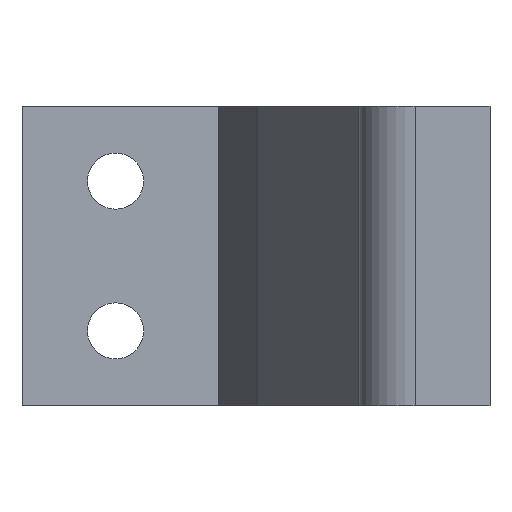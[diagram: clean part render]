
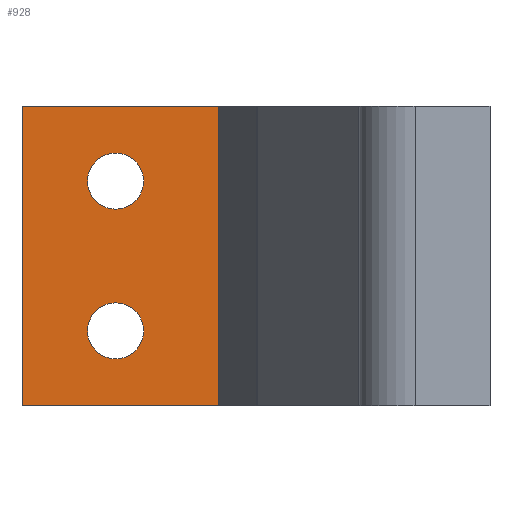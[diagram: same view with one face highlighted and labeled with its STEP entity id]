
A CAD part, front view. The second image highlights one B-rep face of the part: STEP entity #928.
In plain terms, the highlighted planar face has unit normal (0, -1, 0).
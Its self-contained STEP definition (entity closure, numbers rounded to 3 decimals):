
#79 = PLANE('',#80);
#80 = AXIS2_PLACEMENT_3D('',#81,#82,#83);
#81 = CARTESIAN_POINT('',(-59.,19.5,-4.));
#82 = DIRECTION('',(0.,0.,1.));
#83 = DIRECTION('',(1.,0.,0.));
#107 = PLANE('',#108);
#108 = AXIS2_PLACEMENT_3D('',#109,#110,#111);
#109 = CARTESIAN_POINT('',(-59.,19.5,12.));
#110 = DIRECTION('',(1.,0.,0.));
#111 = DIRECTION('',(0.,0.,-1.));
#135 = PLANE('',#136);
#136 = AXIS2_PLACEMENT_3D('',#137,#138,#139);
#137 = CARTESIAN_POINT('',(-41.,19.5,12.));
#138 = DIRECTION('',(-0.,0.,-1.));
#139 = DIRECTION('',(-1.,0.,0.));
#251 = CYLINDRICAL_SURFACE('',#252,1.5);
#252 = AXIS2_PLACEMENT_3D('',#253,#254,#255);
#253 = CARTESIAN_POINT('',(-54.,19.5,0.));
#254 = DIRECTION('',(0.,1.,0.));
#255 = DIRECTION('',(1.,0.,0.));
#320 = VERTEX_POINT('',#321);
#321 = CARTESIAN_POINT('',(-59.,14.5,-4.));
#342 = EDGE_CURVE('',#320,#343,#345,.T.);
#343 = VERTEX_POINT('',#344);
#344 = CARTESIAN_POINT('',(-48.5,14.5,-4.));
#345 = SURFACE_CURVE('',#346,(#350,#357),.PCURVE_S1.);
#346 = LINE('',#347,#348);
#347 = CARTESIAN_POINT('',(-59.,14.5,-4.));
#348 = VECTOR('',#349,1.);
#349 = DIRECTION('',(1.,0.,0.));
#350 = PCURVE('',#79,#351);
#351 = DEFINITIONAL_REPRESENTATION('',(#352),#356);
#352 = LINE('',#353,#354);
#353 = CARTESIAN_POINT('',(0.,-5.));
#354 = VECTOR('',#355,1.);
#355 = DIRECTION('',(1.,0.));
#356 = ( GEOMETRIC_REPRESENTATION_CONTEXT(2) 
PARAMETRIC_REPRESENTATION_CONTEXT() REPRESENTATION_CONTEXT('2D SPACE',''
  ) );
#357 = PCURVE('',#358,#363);
#358 = PLANE('',#359);
#359 = AXIS2_PLACEMENT_3D('',#360,#361,#362);
#360 = CARTESIAN_POINT('',(-50.746,14.5,4.));
#361 = DIRECTION('',(0.,1.,0.));
#362 = DIRECTION('',(0.,0.,1.));
#363 = DEFINITIONAL_REPRESENTATION('',(#364),#368);
#364 = LINE('',#365,#366);
#365 = CARTESIAN_POINT('',(-8.,-8.254));
#366 = VECTOR('',#367,1.);
#367 = DIRECTION('',(0.,1.));
#368 = ( GEOMETRIC_REPRESENTATION_CONTEXT(2) 
PARAMETRIC_REPRESENTATION_CONTEXT() REPRESENTATION_CONTEXT('2D SPACE',''
  ) );
#454 = VERTEX_POINT('',#455);
#455 = CARTESIAN_POINT('',(-59.,14.5,12.));
#476 = EDGE_CURVE('',#454,#320,#477,.T.);
#477 = SURFACE_CURVE('',#478,(#482,#489),.PCURVE_S1.);
#478 = LINE('',#479,#480);
#479 = CARTESIAN_POINT('',(-59.,14.5,12.));
#480 = VECTOR('',#481,1.);
#481 = DIRECTION('',(0.,0.,-1.));
#482 = PCURVE('',#107,#483);
#483 = DEFINITIONAL_REPRESENTATION('',(#484),#488);
#484 = LINE('',#485,#486);
#485 = CARTESIAN_POINT('',(0.,-5.));
#486 = VECTOR('',#487,1.);
#487 = DIRECTION('',(1.,0.));
#488 = ( GEOMETRIC_REPRESENTATION_CONTEXT(2) 
PARAMETRIC_REPRESENTATION_CONTEXT() REPRESENTATION_CONTEXT('2D SPACE',''
  ) );
#489 = PCURVE('',#358,#490);
#490 = DEFINITIONAL_REPRESENTATION('',(#491),#495);
#491 = LINE('',#492,#493);
#492 = CARTESIAN_POINT('',(8.,-8.254));
#493 = VECTOR('',#494,1.);
#494 = DIRECTION('',(-1.,0.));
#495 = ( GEOMETRIC_REPRESENTATION_CONTEXT(2) 
PARAMETRIC_REPRESENTATION_CONTEXT() REPRESENTATION_CONTEXT('2D SPACE',''
  ) );
#526 = VERTEX_POINT('',#527);
#527 = CARTESIAN_POINT('',(-48.5,14.5,12.));
#553 = EDGE_CURVE('',#526,#454,#554,.T.);
#554 = SURFACE_CURVE('',#555,(#559,#566),.PCURVE_S1.);
#555 = LINE('',#556,#557);
#556 = CARTESIAN_POINT('',(-41.,14.5,12.));
#557 = VECTOR('',#558,1.);
#558 = DIRECTION('',(-1.,0.,0.));
#559 = PCURVE('',#135,#560);
#560 = DEFINITIONAL_REPRESENTATION('',(#561),#565);
#561 = LINE('',#562,#563);
#562 = CARTESIAN_POINT('',(0.,-5.));
#563 = VECTOR('',#564,1.);
#564 = DIRECTION('',(1.,0.));
#565 = ( GEOMETRIC_REPRESENTATION_CONTEXT(2) 
PARAMETRIC_REPRESENTATION_CONTEXT() REPRESENTATION_CONTEXT('2D SPACE',''
  ) );
#566 = PCURVE('',#358,#567);
#567 = DEFINITIONAL_REPRESENTATION('',(#568),#572);
#568 = LINE('',#569,#570);
#569 = CARTESIAN_POINT('',(8.,9.746));
#570 = VECTOR('',#571,1.);
#571 = DIRECTION('',(0.,-1.));
#572 = ( GEOMETRIC_REPRESENTATION_CONTEXT(2) 
PARAMETRIC_REPRESENTATION_CONTEXT() REPRESENTATION_CONTEXT('2D SPACE',''
  ) );
#620 = CYLINDRICAL_SURFACE('',#621,1.5);
#621 = AXIS2_PLACEMENT_3D('',#622,#623,#624);
#622 = CARTESIAN_POINT('',(-54.,19.5,8.));
#623 = DIRECTION('',(0.,1.,0.));
#624 = DIRECTION('',(1.,0.,0.));
#636 = VERTEX_POINT('',#637);
#637 = CARTESIAN_POINT('',(-52.5,14.5,0.));
#658 = EDGE_CURVE('',#636,#636,#659,.T.);
#659 = SURFACE_CURVE('',#660,(#665,#672),.PCURVE_S1.);
#660 = CIRCLE('',#661,1.5);
#661 = AXIS2_PLACEMENT_3D('',#662,#663,#664);
#662 = CARTESIAN_POINT('',(-54.,14.5,0.));
#663 = DIRECTION('',(0.,-1.,0.));
#664 = DIRECTION('',(1.,0.,0.));
#665 = PCURVE('',#251,#666);
#666 = DEFINITIONAL_REPRESENTATION('',(#667),#671);
#667 = LINE('',#668,#669);
#668 = CARTESIAN_POINT('',(-0.,-5.));
#669 = VECTOR('',#670,1.);
#670 = DIRECTION('',(-1.,0.));
#671 = ( GEOMETRIC_REPRESENTATION_CONTEXT(2) 
PARAMETRIC_REPRESENTATION_CONTEXT() REPRESENTATION_CONTEXT('2D SPACE',''
  ) );
#672 = PCURVE('',#358,#673);
#673 = DEFINITIONAL_REPRESENTATION('',(#674),#682);
#674 = ( BOUNDED_CURVE() B_SPLINE_CURVE(2,(#675,#676,#677,#678,#679,#680
,#681),.UNSPECIFIED.,.T.,.F.) B_SPLINE_CURVE_WITH_KNOTS((1,2,2,2,2,1),(
    -2.094,0.,2.094,4.189,6.283,
8.378),.UNSPECIFIED.) CURVE() GEOMETRIC_REPRESENTATION_ITEM() 
RATIONAL_B_SPLINE_CURVE((1.,0.5,1.,0.5,1.,0.5,1.)) REPRESENTATION_ITEM(
  '') );
#675 = CARTESIAN_POINT('',(-4.,-1.754));
#676 = CARTESIAN_POINT('',(-1.402,-1.754));
#677 = CARTESIAN_POINT('',(-2.701,-4.004));
#678 = CARTESIAN_POINT('',(-4.,-6.254));
#679 = CARTESIAN_POINT('',(-5.299,-4.004));
#680 = CARTESIAN_POINT('',(-6.598,-1.754));
#681 = CARTESIAN_POINT('',(-4.,-1.754));
#682 = ( GEOMETRIC_REPRESENTATION_CONTEXT(2) 
PARAMETRIC_REPRESENTATION_CONTEXT() REPRESENTATION_CONTEXT('2D SPACE',''
  ) );
#761 = PLANE('',#762);
#762 = AXIS2_PLACEMENT_3D('',#763,#764,#765);
#763 = CARTESIAN_POINT('',(-48.5,14.5,12.));
#764 = DIRECTION('',(1.,0.,0.));
#765 = DIRECTION('',(0.,0.,-1.));
#928 = ADVANCED_FACE('',(#929,#955,#958),#358,.F.);
#929 = FACE_BOUND('',#930,.F.);
#930 = EDGE_LOOP('',(#931,#932,#933,#934));
#931 = ORIENTED_EDGE('',*,*,#342,.F.);
#932 = ORIENTED_EDGE('',*,*,#476,.F.);
#933 = ORIENTED_EDGE('',*,*,#553,.F.);
#934 = ORIENTED_EDGE('',*,*,#935,.T.);
#935 = EDGE_CURVE('',#526,#343,#936,.T.);
#936 = SURFACE_CURVE('',#937,(#941,#948),.PCURVE_S1.);
#937 = LINE('',#938,#939);
#938 = CARTESIAN_POINT('',(-48.5,14.5,12.));
#939 = VECTOR('',#940,1.);
#940 = DIRECTION('',(0.,0.,-1.));
#941 = PCURVE('',#358,#942);
#942 = DEFINITIONAL_REPRESENTATION('',(#943),#947);
#943 = LINE('',#944,#945);
#944 = CARTESIAN_POINT('',(8.,2.246));
#945 = VECTOR('',#946,1.);
#946 = DIRECTION('',(-1.,0.));
#947 = ( GEOMETRIC_REPRESENTATION_CONTEXT(2) 
PARAMETRIC_REPRESENTATION_CONTEXT() REPRESENTATION_CONTEXT('2D SPACE',''
  ) );
#948 = PCURVE('',#761,#949);
#949 = DEFINITIONAL_REPRESENTATION('',(#950),#954);
#950 = LINE('',#951,#952);
#951 = CARTESIAN_POINT('',(0.,0.));
#952 = VECTOR('',#953,1.);
#953 = DIRECTION('',(1.,0.));
#954 = ( GEOMETRIC_REPRESENTATION_CONTEXT(2) 
PARAMETRIC_REPRESENTATION_CONTEXT() REPRESENTATION_CONTEXT('2D SPACE',''
  ) );
#955 = FACE_BOUND('',#956,.F.);
#956 = EDGE_LOOP('',(#957));
#957 = ORIENTED_EDGE('',*,*,#658,.T.);
#958 = FACE_BOUND('',#959,.F.);
#959 = EDGE_LOOP('',(#960));
#960 = ORIENTED_EDGE('',*,*,#961,.T.);
#961 = EDGE_CURVE('',#962,#962,#964,.T.);
#962 = VERTEX_POINT('',#963);
#963 = CARTESIAN_POINT('',(-52.5,14.5,8.));
#964 = SURFACE_CURVE('',#965,(#970,#981),.PCURVE_S1.);
#965 = CIRCLE('',#966,1.5);
#966 = AXIS2_PLACEMENT_3D('',#967,#968,#969);
#967 = CARTESIAN_POINT('',(-54.,14.5,8.));
#968 = DIRECTION('',(0.,-1.,0.));
#969 = DIRECTION('',(1.,0.,0.));
#970 = PCURVE('',#358,#971);
#971 = DEFINITIONAL_REPRESENTATION('',(#972),#980);
#972 = ( BOUNDED_CURVE() B_SPLINE_CURVE(2,(#973,#974,#975,#976,#977,#978
,#979),.UNSPECIFIED.,.T.,.F.) B_SPLINE_CURVE_WITH_KNOTS((1,2,2,2,2,1),(
    -2.094,0.,2.094,4.189,6.283,
8.378),.UNSPECIFIED.) CURVE() GEOMETRIC_REPRESENTATION_ITEM() 
RATIONAL_B_SPLINE_CURVE((1.,0.5,1.,0.5,1.,0.5,1.)) REPRESENTATION_ITEM(
  '') );
#973 = CARTESIAN_POINT('',(4.,-1.754));
#974 = CARTESIAN_POINT('',(6.598,-1.754));
#975 = CARTESIAN_POINT('',(5.299,-4.004));
#976 = CARTESIAN_POINT('',(4.,-6.254));
#977 = CARTESIAN_POINT('',(2.701,-4.004));
#978 = CARTESIAN_POINT('',(1.402,-1.754));
#979 = CARTESIAN_POINT('',(4.,-1.754));
#980 = ( GEOMETRIC_REPRESENTATION_CONTEXT(2) 
PARAMETRIC_REPRESENTATION_CONTEXT() REPRESENTATION_CONTEXT('2D SPACE',''
  ) );
#981 = PCURVE('',#620,#982);
#982 = DEFINITIONAL_REPRESENTATION('',(#983),#987);
#983 = LINE('',#984,#985);
#984 = CARTESIAN_POINT('',(-0.,-5.));
#985 = VECTOR('',#986,1.);
#986 = DIRECTION('',(-1.,0.));
#987 = ( GEOMETRIC_REPRESENTATION_CONTEXT(2) 
PARAMETRIC_REPRESENTATION_CONTEXT() REPRESENTATION_CONTEXT('2D SPACE',''
  ) );
